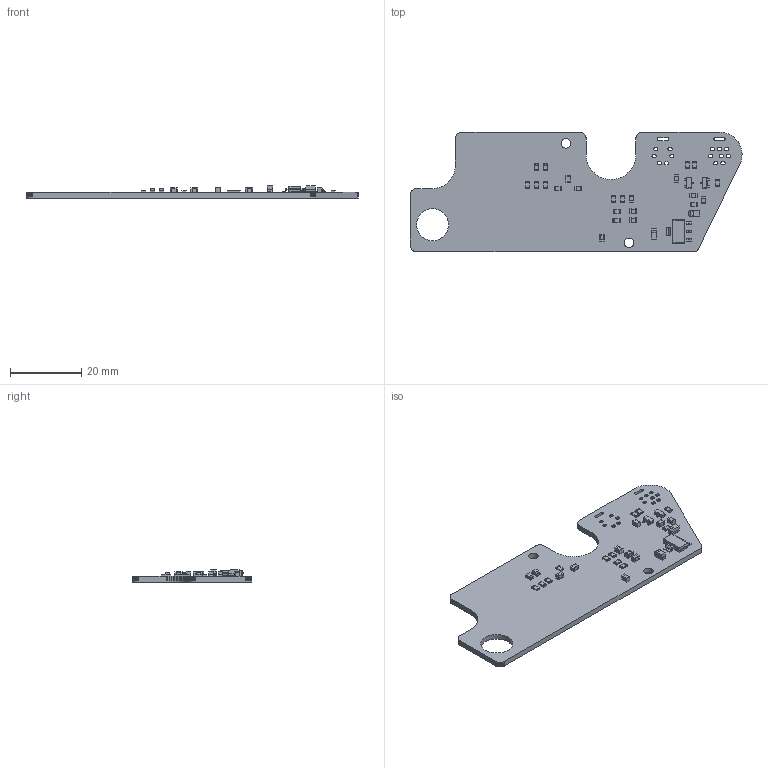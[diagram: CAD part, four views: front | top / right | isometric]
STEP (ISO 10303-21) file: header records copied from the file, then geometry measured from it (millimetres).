
FILE_DESCRIPTION(('KiCad electronic assembly'),'2;1');
FILE_NAME('FT817-BT-JDY67.step','2023-06-10T00:35:04',('Pcbnew'),( 'Kicad'),'Open CASCADE STEP processor 7.6','KiCad to STEP converter' ,'Unknown');
FILE_SCHEMA(('AUTOMOTIVE_DESIGN { 1 0 10303 214 1 1 1 1 }'));
Length unit declared in the file: millimetre
Products named in the file (16): FT817-BT-JDY67 1; R_0805_2012Metric; SOLID; CP_EIA-3216-18_Kemet-A; C_0805_2012Metric; SOT-23; L_0805_2012Metric; SOT-223; LED_0805_2012Metric; PCB
Assembly tree (36 placements, depth 3):
  FT817-BT-JDY67 1
    R_0805_2012Metric  x12
      SOLID
    CP_EIA-3216-18_Kemet-A  x2
      SOLID
    C_0805_2012Metric  x6
      SOLID
    SOT-23  x2
      SOLID
    L_0805_2012Metric  x3
      SOLID
    SOT-223
      SOLID
    LED_0805_2012Metric  x2
      SOLID
    PCB
Bounding box: 93.34 x 33.66 x 3.43 mm (x, y, z)
Volume: 4075.1 mm3; surface area: 6025.6 mm2
Topology: 29 solids, 29 shells, 1527 faces, 4151 edges, 2706 vertices
Faces by surface type: plane 1166, cylinder 273, bspline 88
Full cylindrical faces by diameter (mm): 2.7 x2, 9 x1
Entity records: 65413 total; most frequent: CARTESIAN_POINT 13523, DIRECTION 8998, LINE 6905, VECTOR 6905, ORIENTED_EDGE 4928, PCURVE 4928, DEFINITIONAL_REPRESENTATION 4928, EDGE_CURVE 2464
